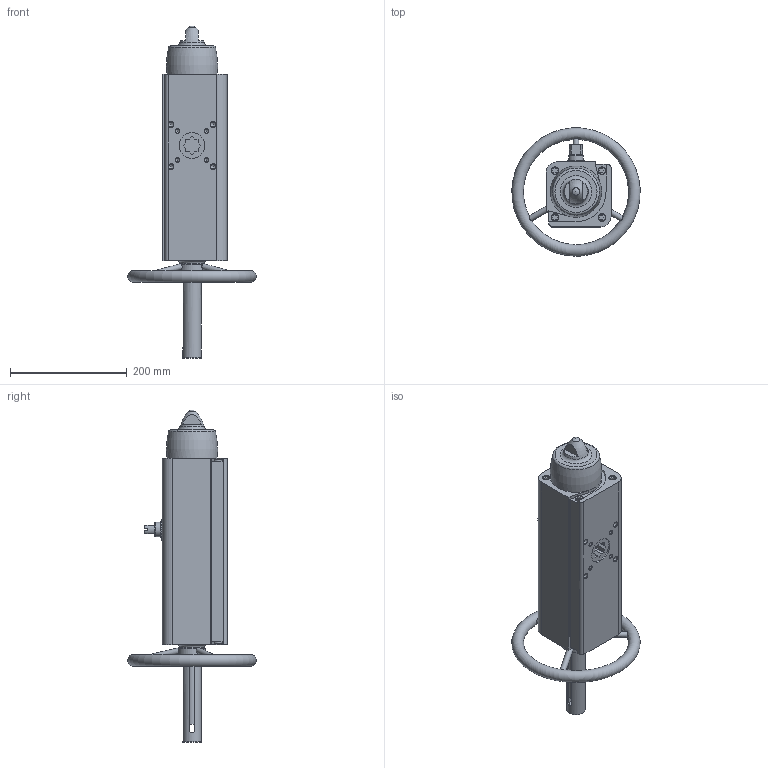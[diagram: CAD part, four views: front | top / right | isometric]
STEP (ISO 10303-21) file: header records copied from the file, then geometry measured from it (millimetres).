
FILE_DESCRIPTION(/* description */ ('STEP AP214'),/* implementation_level */ '2;1');
FILE_NAME(/* name */ '8005036_DAPS-0120-090-RS3-F0710-MW',/* time_stamp */ '2024-08-13T16:15:07+02:00',/* author */ ('License CC BY-ND 4.0'),/* organization */ ('CADENAS'),/* preprocessor_version */ 'ST-DEVELOPER v19.3',/* originating_system */ 'PARTsolutions',/* authorisation */ ' ');
FILE_SCHEMA (('MODEL_BASED_INTEGRATED_MANUFACTURING_SCHEMA','AP242_MANAGED_MODEL_BASED_3D_ENGINEERING_MIM_LF { 1 0 10303 442 3 1 4 }','AUTOMOTIVE_DESIGN {1 0 10303 214 3 1 1}'));
Length unit declared in the file: millimetre
Products named in the file (3): 8005036 DAPS-0120-090-RS3-F0710-MW---0; 8005036 DAPS-0120-090-RS3-F0710-MW---(1); 8005036 DAPS-0120-090-RS3-F0710-MW---(2)
Assembly tree (2 placements, depth 2):
  8005036 DAPS-0120-090-RS3-F0710-MW---0
    8005036 DAPS-0120-090-RS3-F0710-MW---(1)
    8005036 DAPS-0120-090-RS3-F0710-MW---(2)
Bounding box: 219.76 x 219.97 x 568.7 mm (x, y, z)
Volume: 4451891.1 mm3; surface area: 284104.5 mm2
Topology: 2 solids, 2 shells, 280 faces, 728 edges, 469 vertices
Faces by surface type: plane 152, cylinder 72, cone 41, torus 15
Full cylindrical faces by diameter (mm): 4.134 x8, 4.917 x1, 6.647 x4, 8.376 x4, 8.566 x2, 10 x3, 13 x8, 25 x1, 27 x1, 28.3 x1, 32 x1, 36 x2, 42 x1, 44 x2, 46 x1
Entity records: 7895 total; most frequent: CARTESIAN_POINT 1483, DIRECTION 1324, ORIENTED_EDGE 1164, EDGE_CURVE 582, AXIS2_PLACEMENT_3D 480, VERTEX_POINT 439, FACE_BOUND 421, EDGE_LOOP 401
